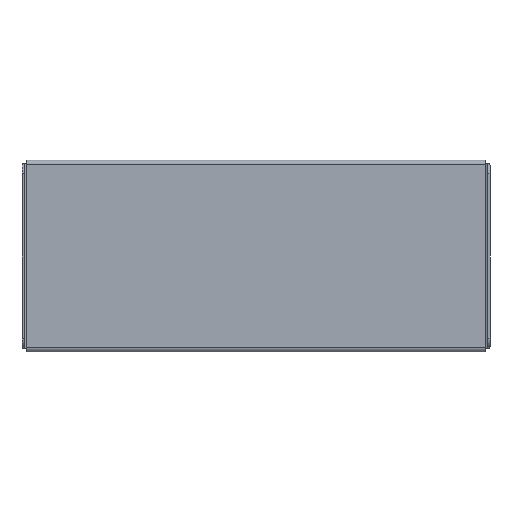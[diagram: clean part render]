
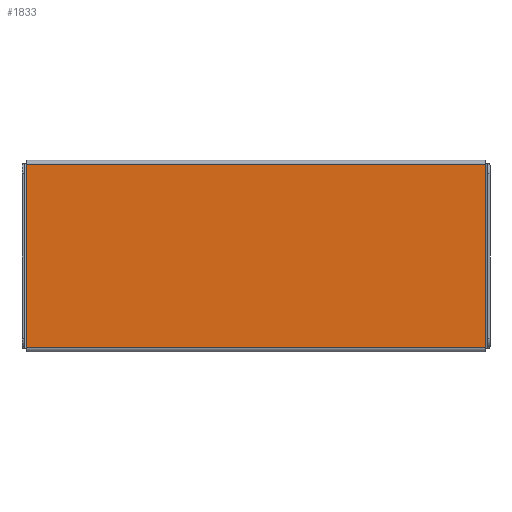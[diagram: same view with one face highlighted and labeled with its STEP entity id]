
A CAD part, front view. The second image highlights one B-rep face of the part: STEP entity #1833.
In plain terms, the highlighted planar face has unit normal (0, -1, 0).
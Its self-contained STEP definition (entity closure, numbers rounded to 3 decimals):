
#17 = EDGE_CURVE ( 'NONE', #2237, #817, #551, .T. ) ;
#31 = CARTESIAN_POINT ( 'NONE',  ( 0., -1.2, 0. ) ) ;
#97 = VECTOR ( 'NONE', #426, 1000. ) ;
#112 = CARTESIAN_POINT ( 'NONE',  ( -119.8, -1.2, -47.8 ) ) ;
#196 = EDGE_CURVE ( 'NONE', #2237, #919, #552, .T. ) ;
#205 = DIRECTION ( 'NONE',  ( -1., 0., 0. ) ) ;
#426 = DIRECTION ( 'NONE',  ( 1., 0., 0. ) ) ;
#542 = DIRECTION ( 'NONE',  ( 0., 1., 0. ) ) ;
#551 = LINE ( 'NONE', #1945, #1957 ) ;
#552 = LINE ( 'NONE', #1837, #1395 ) ;
#679 = ORIENTED_EDGE ( 'NONE', *, *, #17, .T. ) ;
#694 = CARTESIAN_POINT ( 'NONE',  ( 119.8, -1.2, -47.8 ) ) ;
#706 = PLANE ( 'NONE',  #1288 ) ;
#817 = VERTEX_POINT ( 'NONE', #1702 ) ;
#825 = ORIENTED_EDGE ( 'NONE', *, *, #196, .F. ) ;
#919 = VERTEX_POINT ( 'NONE', #694 ) ;
#1073 = LINE ( 'NONE', #2122, #1909 ) ;
#1249 = DIRECTION ( 'NONE',  ( 0., 0., 1. ) ) ;
#1284 = EDGE_CURVE ( 'NONE', #1967, #919, #2191, .T. ) ;
#1288 = AXIS2_PLACEMENT_3D ( 'NONE', #31, #542, #2135 ) ;
#1395 = VECTOR ( 'NONE', #2236, 1000. ) ;
#1404 = EDGE_LOOP ( 'NONE', ( #2169, #825, #679, #1493 ) ) ;
#1479 = FACE_OUTER_BOUND ( 'NONE', #1404, .T. ) ;
#1493 = ORIENTED_EDGE ( 'NONE', *, *, #1892, .F. ) ;
#1675 = CARTESIAN_POINT ( 'NONE',  ( 119.8, -1.2, 47.8 ) ) ;
#1702 = CARTESIAN_POINT ( 'NONE',  ( -119.8, -1.2, 47.8 ) ) ;
#1833 = ADVANCED_FACE ( 'NONE', ( #1479 ), #706, .F. ) ;
#1837 = CARTESIAN_POINT ( 'NONE',  ( 119.8, -1.2, 48. ) ) ;
#1892 = EDGE_CURVE ( 'NONE', #1967, #817, #1073, .T. ) ;
#1909 = VECTOR ( 'NONE', #1249, 1000. ) ;
#1945 = CARTESIAN_POINT ( 'NONE',  ( 119.8, -1.2, 47.8 ) ) ;
#1957 = VECTOR ( 'NONE', #205, 1000. ) ;
#1967 = VERTEX_POINT ( 'NONE', #112 ) ;
#2122 = CARTESIAN_POINT ( 'NONE',  ( -119.8, -1.2, -48. ) ) ;
#2135 = DIRECTION ( 'NONE',  ( 0., 0., 1. ) ) ;
#2169 = ORIENTED_EDGE ( 'NONE', *, *, #1284, .T. ) ;
#2186 = CARTESIAN_POINT ( 'NONE',  ( -119.8, -1.2, -47.8 ) ) ;
#2191 = LINE ( 'NONE', #2186, #97 ) ;
#2236 = DIRECTION ( 'NONE',  ( 0., 0., -1. ) ) ;
#2237 = VERTEX_POINT ( 'NONE', #1675 ) ;
